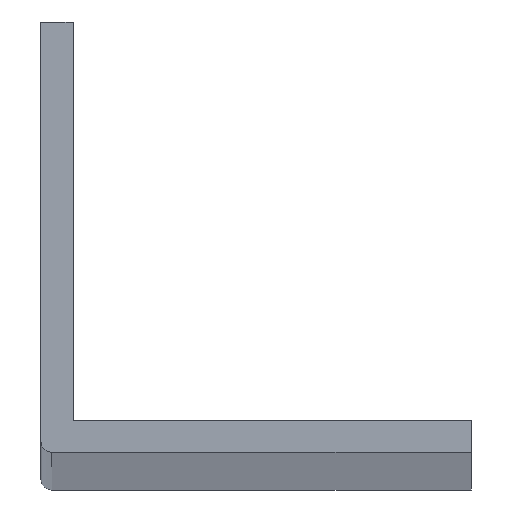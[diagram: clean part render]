
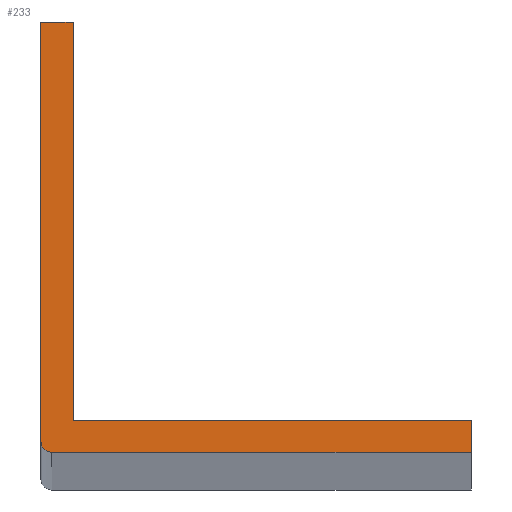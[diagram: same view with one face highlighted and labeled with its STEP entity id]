
A CAD part, top view. The second image highlights one B-rep face of the part: STEP entity #233.
In plain terms, the highlighted planar face has unit normal (0, 0, 1).
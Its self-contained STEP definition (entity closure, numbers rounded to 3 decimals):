
#3 = ORIENTED_EDGE ( 'NONE', *, *, #7, .T. ) ;
#5 = VERTEX_POINT ( 'NONE', #71 ) ;
#7 = EDGE_CURVE ( 'NONE', #112, #43, #172, .T. ) ;
#15 = CARTESIAN_POINT ( 'NONE',  ( 1.5, 1.5, 500. ) ) ;
#18 = FACE_OUTER_BOUND ( 'NONE', #250, .T. ) ;
#26 = VERTEX_POINT ( 'NONE', #93 ) ;
#29 = DIRECTION ( 'NONE',  ( 0., 0., 1. ) ) ;
#34 = CARTESIAN_POINT ( 'NONE',  ( 0.5, 0., 500. ) ) ;
#43 = VERTEX_POINT ( 'NONE', #48 ) ;
#48 = CARTESIAN_POINT ( 'NONE',  ( 0., 0.5, 500. ) ) ;
#49 = DIRECTION ( 'NONE',  ( 1., 0., 0. ) ) ;
#52 = LINE ( 'NONE', #142, #99 ) ;
#63 = ORIENTED_EDGE ( 'NONE', *, *, #72, .T. ) ;
#71 = CARTESIAN_POINT ( 'NONE',  ( 1.5, 20., 500. ) ) ;
#72 = EDGE_CURVE ( 'NONE', #165, #26, #167, .T. ) ;
#74 = LINE ( 'NONE', #153, #278 ) ;
#76 = EDGE_CURVE ( 'NONE', #5, #112, #52, .T. ) ;
#77 = DIRECTION ( 'NONE',  ( 0., 0., 1. ) ) ;
#90 = EDGE_CURVE ( 'NONE', #113, #165, #232, .T. ) ;
#93 = CARTESIAN_POINT ( 'NONE',  ( 20., 1.5, 500. ) ) ;
#99 = VECTOR ( 'NONE', #145, 1000. ) ;
#101 = PLANE ( 'NONE',  #223 ) ;
#104 = EDGE_CURVE ( 'NONE', #43, #113, #126, .T. ) ;
#105 = CARTESIAN_POINT ( 'NONE',  ( 0.5, 0.5, 500. ) ) ;
#112 = VERTEX_POINT ( 'NONE', #216 ) ;
#113 = VERTEX_POINT ( 'NONE', #116 ) ;
#116 = CARTESIAN_POINT ( 'NONE',  ( 0.5, 0., 500. ) ) ;
#120 = DIRECTION ( 'NONE',  ( 1., 0., 0. ) ) ;
#126 = CIRCLE ( 'NONE', #177, 0.5 ) ;
#138 = ORIENTED_EDGE ( 'NONE', *, *, #203, .T. ) ;
#139 = CARTESIAN_POINT ( 'NONE',  ( 0., 0.5, 500. ) ) ;
#140 = VECTOR ( 'NONE', #49, 1000. ) ;
#142 = CARTESIAN_POINT ( 'NONE',  ( 0., 20., 500. ) ) ;
#145 = DIRECTION ( 'NONE',  ( -1., 0., 0. ) ) ;
#146 = DIRECTION ( 'NONE',  ( -1., 0., 0. ) ) ;
#153 = CARTESIAN_POINT ( 'NONE',  ( 1.5, 20., 500. ) ) ;
#155 = VECTOR ( 'NONE', #258, 1000. ) ;
#164 = ORIENTED_EDGE ( 'NONE', *, *, #104, .T. ) ;
#165 = VERTEX_POINT ( 'NONE', #282 ) ;
#167 = LINE ( 'NONE', #277, #245 ) ;
#168 = EDGE_CURVE ( 'NONE', #183, #5, #74, .T. ) ;
#170 = ORIENTED_EDGE ( 'NONE', *, *, #76, .T. ) ;
#171 = CARTESIAN_POINT ( 'NONE',  ( 0.5, 0.5, 500. ) ) ;
#172 = LINE ( 'NONE', #139, #155 ) ;
#177 = AXIS2_PLACEMENT_3D ( 'NONE', #171, #29, #120 ) ;
#183 = VERTEX_POINT ( 'NONE', #15 ) ;
#195 = DIRECTION ( 'NONE',  ( 1., 0., 0. ) ) ;
#202 = ORIENTED_EDGE ( 'NONE', *, *, #168, .T. ) ;
#203 = EDGE_CURVE ( 'NONE', #26, #183, #286, .T. ) ;
#216 = CARTESIAN_POINT ( 'NONE',  ( 0., 20., 500. ) ) ;
#223 = AXIS2_PLACEMENT_3D ( 'NONE', #105, #77, #195 ) ;
#232 = LINE ( 'NONE', #34, #140 ) ;
#233 = ADVANCED_FACE ( 'NONE', ( #18 ), #101, .T. ) ;
#240 = CARTESIAN_POINT ( 'NONE',  ( 1.5, 1.5, 500. ) ) ;
#245 = VECTOR ( 'NONE', #254, 1000. ) ;
#246 = VECTOR ( 'NONE', #146, 1000. ) ;
#247 = ORIENTED_EDGE ( 'NONE', *, *, #90, .T. ) ;
#250 = EDGE_LOOP ( 'NONE', ( #170, #3, #164, #247, #63, #138, #202 ) ) ;
#254 = DIRECTION ( 'NONE',  ( 0., 1., 0. ) ) ;
#258 = DIRECTION ( 'NONE',  ( 0., -1., 0. ) ) ;
#260 = DIRECTION ( 'NONE',  ( 0., 1., 0. ) ) ;
#277 = CARTESIAN_POINT ( 'NONE',  ( 20., 0., 500. ) ) ;
#278 = VECTOR ( 'NONE', #260, 1000. ) ;
#282 = CARTESIAN_POINT ( 'NONE',  ( 20., 0., 500. ) ) ;
#286 = LINE ( 'NONE', #240, #246 ) ;
